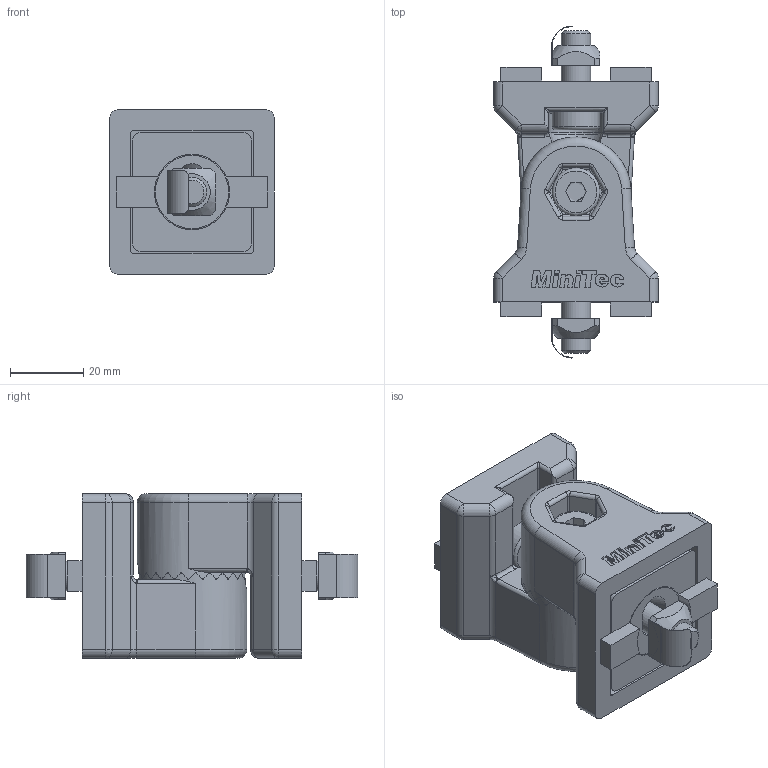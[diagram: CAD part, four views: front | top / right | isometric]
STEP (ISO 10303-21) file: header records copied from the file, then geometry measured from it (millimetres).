
FILE_DESCRIPTION(/* description */ ('Gleitmuttern mit Federblech'),/* implementation_level */ '2;1');
FILE_NAME(/* name */ '212041-7.step',/* time_stamp */ '2021-08-27T13:51:49+02:00',/* author */ ('Oster'),/* organization */ (''),/* preprocessor_version */ 'ST-DEVELOPER v18.1',/* originating_system */ 'Autodesk Inventor 2021',/* authorisation */ '');
FILE_SCHEMA (('AUTOMOTIVE_DESIGN { 1 0 10303 214 3 1 1 }'));
Length unit declared in the file: millimetre
Products named in the file (7): leer; 21-2042-0FZ.003; 21-1351-2FZ.005; leer_1; 21-2016-0FZ.002; leer_2; leer_3
Assembly tree (10 placements, depth 2):
  leer
    21-2042-0FZ.003  x2
    21-1351-2FZ.005  x2
    leer_1
    21-2016-0FZ.002  x2
    leer_2  x2
    leer_3
Bounding box: 45 x 90.61 x 45 mm (x, y, z)
Volume: 85352.4 mm3; surface area: 32005.7 mm2
Topology: 10 solids, 10 shells, 711 faces, 1835 edges, 1153 vertices
Faces by surface type: plane 367, cylinder 227, torus 40, bspline 32, sphere 28, cone 17
Full cylindrical faces by diameter (mm): 6.647 x1, 8 x7, 11.6 x1, 13 x3, 20.5 x2, 21 x2
Entity records: 12255 total; most frequent: CARTESIAN_POINT 2882, DIRECTION 1965, ORIENTED_EDGE 1898, EDGE_CURVE 949, AXIS2_PLACEMENT_3D 738, VERTEX_POINT 603, LINE 489, VECTOR 489
